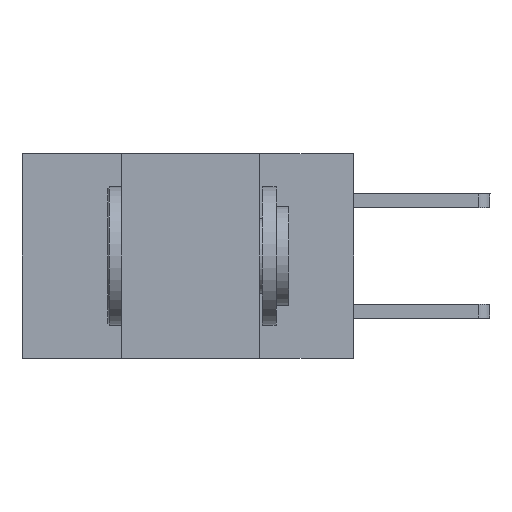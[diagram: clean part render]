
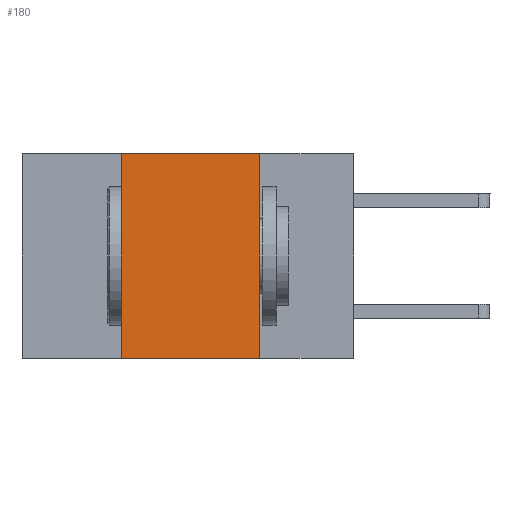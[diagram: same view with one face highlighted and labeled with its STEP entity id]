
A CAD part, left-side view. The second image highlights one B-rep face of the part: STEP entity #180.
In plain terms, the highlighted planar face has unit normal (-1, 0, 0).
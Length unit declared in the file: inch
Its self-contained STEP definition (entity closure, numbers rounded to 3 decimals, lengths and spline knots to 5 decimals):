
#180 = ADVANCED_FACE ( 'NONE', ( #4027 ), #10549, .F. ) ;
#382 = EDGE_CURVE ( 'NONE', #10879, #674, #14608, .T. ) ;
#674 = VERTEX_POINT ( 'NONE', #6969 ) ;
#738 = DIRECTION ( 'NONE',  ( 0., 0., 1. ) ) ;
#807 = CARTESIAN_POINT ( 'NONE',  ( 0., 0.17, 0. ) ) ;
#1344 = ORIENTED_EDGE ( 'NONE', *, *, #382, .F. ) ;
#1450 = LINE ( 'NONE', #807, #8061 ) ;
#3776 = CARTESIAN_POINT ( 'NONE',  ( 0., 0.6, 0. ) ) ;
#4027 = FACE_OUTER_BOUND ( 'NONE', #14531, .T. ) ;
#4870 = DIRECTION ( 'NONE',  ( 0., 0., -1. ) ) ;
#4978 = VECTOR ( 'NONE', #5876, 39.37008 ) ;
#5819 = EDGE_CURVE ( 'NONE', #10879, #6588, #8581, .T. ) ;
#5870 = CARTESIAN_POINT ( 'NONE',  ( 0., 0.42, -0.37 ) ) ;
#5876 = DIRECTION ( 'NONE',  ( 0., -1., 0. ) ) ;
#6092 = EDGE_CURVE ( 'NONE', #674, #10904, #13602, .T. ) ;
#6205 = CARTESIAN_POINT ( 'NONE',  ( 0., 0.6, -0.37 ) ) ;
#6588 = VERTEX_POINT ( 'NONE', #8568 ) ;
#6969 = CARTESIAN_POINT ( 'NONE',  ( 0., 0.42, 0. ) ) ;
#7001 = CARTESIAN_POINT ( 'NONE',  ( 0., 0.17, 0. ) ) ;
#7623 = ORIENTED_EDGE ( 'NONE', *, *, #10154, .F. ) ;
#8061 = VECTOR ( 'NONE', #13311, 39.37008 ) ;
#8277 = CARTESIAN_POINT ( 'NONE',  ( 0., 0.6, 0. ) ) ;
#8536 = DIRECTION ( 'NONE',  ( 0., -1., 0. ) ) ;
#8568 = CARTESIAN_POINT ( 'NONE',  ( 0., 0.17, -0.37 ) ) ;
#8581 = LINE ( 'NONE', #6205, #8950 ) ;
#8950 = VECTOR ( 'NONE', #8536, 39.37008 ) ;
#9771 = AXIS2_PLACEMENT_3D ( 'NONE', #8277, #10601, #4870 ) ;
#9969 = ORIENTED_EDGE ( 'NONE', *, *, #6092, .F. ) ;
#10154 = EDGE_CURVE ( 'NONE', #10904, #6588, #1450, .T. ) ;
#10549 = PLANE ( 'NONE',  #9771 ) ;
#10601 = DIRECTION ( 'NONE',  ( 1., 0., 0. ) ) ;
#10879 = VERTEX_POINT ( 'NONE', #5870 ) ;
#10904 = VERTEX_POINT ( 'NONE', #7001 ) ;
#12716 = ORIENTED_EDGE ( 'NONE', *, *, #5819, .T. ) ;
#13311 = DIRECTION ( 'NONE',  ( 0., 0., -1. ) ) ;
#13571 = CARTESIAN_POINT ( 'NONE',  ( 0., 0.42, 0. ) ) ;
#13602 = LINE ( 'NONE', #3776, #4978 ) ;
#14531 = EDGE_LOOP ( 'NONE', ( #7623, #9969, #1344, #12716 ) ) ;
#14608 = LINE ( 'NONE', #13571, #14794 ) ;
#14794 = VECTOR ( 'NONE', #738, 39.37008 ) ;
